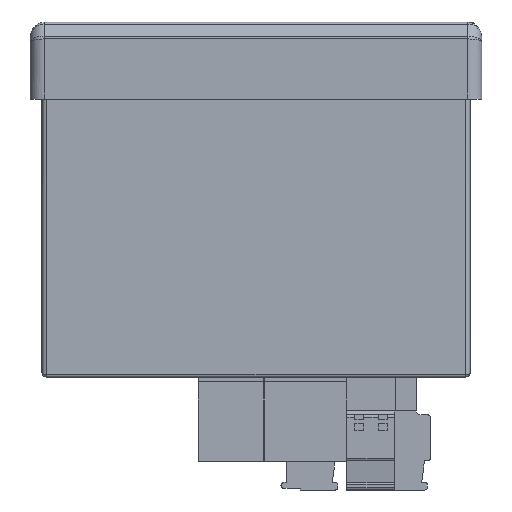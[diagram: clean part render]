
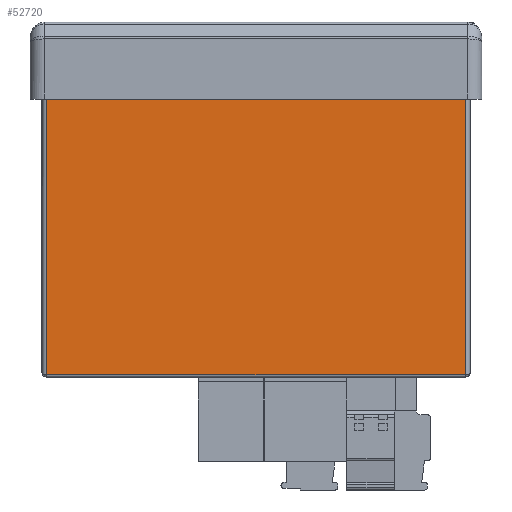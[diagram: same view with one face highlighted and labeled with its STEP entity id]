
A CAD part, front view. The second image highlights one B-rep face of the part: STEP entity #52720.
In plain terms, the highlighted planar face has unit normal (0, -1, 0).
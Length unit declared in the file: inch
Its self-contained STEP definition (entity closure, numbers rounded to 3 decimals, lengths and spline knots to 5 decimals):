
#456 = CARTESIAN_POINT ( 'NONE',  ( -1.74527, -1.14753, -2.8189 ) ) ;
#1267 = ORIENTED_EDGE ( 'NONE', *, *, #25837, .F. ) ;
#2966 = VERTEX_POINT ( 'NONE', #456 ) ;
#5059 = AXIS2_PLACEMENT_3D ( 'NONE', #38115, #66954, #21831 ) ;
#7367 = LINE ( 'NONE', #50394, #66581 ) ;
#10898 = CARTESIAN_POINT ( 'NONE',  ( 1.89646, -1.14753, -0.51181 ) ) ;
#11217 = DIRECTION ( 'NONE',  ( 0., 0., 1. ) ) ;
#15408 = CARTESIAN_POINT ( 'NONE',  ( 1.79804, -1.14753, -2.8189 ) ) ;
#16322 = DIRECTION ( 'NONE',  ( 0., 0., -1. ) ) ;
#18918 = EDGE_CURVE ( 'NONE', #31560, #56514, #7367, .T. ) ;
#20677 = DIRECTION ( 'NONE',  ( -1., 0., 0. ) ) ;
#21362 = CARTESIAN_POINT ( 'NONE',  ( 1.75867, -1.14753, -2.8189 ) ) ;
#21831 = DIRECTION ( 'NONE',  ( 0., 0., 1. ) ) ;
#22358 = EDGE_LOOP ( 'NONE', ( #66462, #44250, #1267, #56372 ) ) ;
#23650 = DIRECTION ( 'NONE',  ( 1., 0., 0. ) ) ;
#25837 = EDGE_CURVE ( 'NONE', #2966, #34405, #33799, .T. ) ;
#27823 = LINE ( 'NONE', #15408, #34084 ) ;
#28443 = CARTESIAN_POINT ( 'NONE',  ( -1.74527, -1.14753, -2.83858 ) ) ;
#29322 = LINE ( 'NONE', #10898, #35665 ) ;
#31560 = VERTEX_POINT ( 'NONE', #58827 ) ;
#33799 = LINE ( 'NONE', #28443, #63372 ) ;
#34084 = VECTOR ( 'NONE', #20677, 39.37008 ) ;
#34405 = VERTEX_POINT ( 'NONE', #39452 ) ;
#35665 = VECTOR ( 'NONE', #23650, 39.37008 ) ;
#38115 = CARTESIAN_POINT ( 'NONE',  ( 1.79804, -1.14753, -2.83858 ) ) ;
#39452 = CARTESIAN_POINT ( 'NONE',  ( -1.74527, -1.14753, -0.51181 ) ) ;
#39971 = FACE_OUTER_BOUND ( 'NONE', #22358, .T. ) ;
#44250 = ORIENTED_EDGE ( 'NONE', *, *, #45038, .F. ) ;
#45038 = EDGE_CURVE ( 'NONE', #34405, #31560, #29322, .T. ) ;
#50394 = CARTESIAN_POINT ( 'NONE',  ( 1.75867, -1.14753, -2.83858 ) ) ;
#52720 = ADVANCED_FACE ( 'NONE', ( #39971 ), #56150, .F. ) ;
#56150 = PLANE ( 'NONE',  #5059 ) ;
#56372 = ORIENTED_EDGE ( 'NONE', *, *, #72578, .F. ) ;
#56514 = VERTEX_POINT ( 'NONE', #21362 ) ;
#58827 = CARTESIAN_POINT ( 'NONE',  ( 1.75867, -1.14753, -0.51181 ) ) ;
#63372 = VECTOR ( 'NONE', #11217, 39.37008 ) ;
#66462 = ORIENTED_EDGE ( 'NONE', *, *, #18918, .F. ) ;
#66581 = VECTOR ( 'NONE', #16322, 39.37008 ) ;
#66954 = DIRECTION ( 'NONE',  ( 0., 1., 0. ) ) ;
#72578 = EDGE_CURVE ( 'NONE', #56514, #2966, #27823, .T. ) ;
